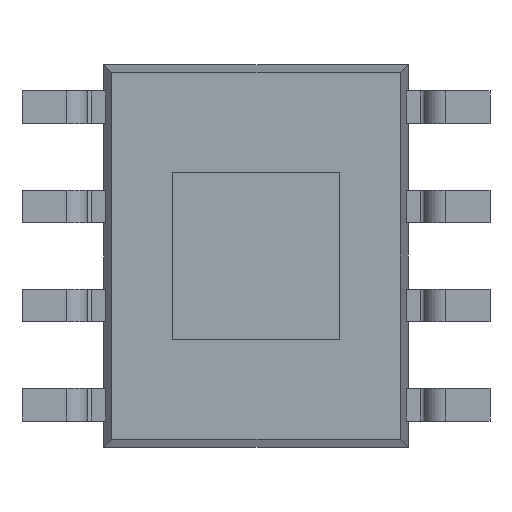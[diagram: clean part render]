
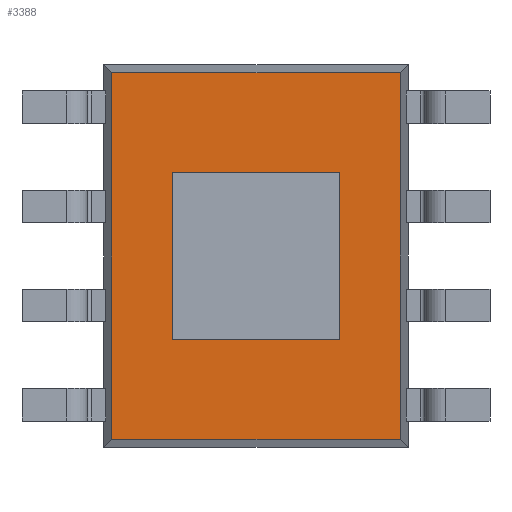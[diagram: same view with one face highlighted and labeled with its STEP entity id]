
A CAD part, front view. The second image highlights one B-rep face of the part: STEP entity #3388.
In plain terms, the highlighted planar face has unit normal (0, -1, 0).
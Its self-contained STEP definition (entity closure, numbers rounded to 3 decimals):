
#150 = DIRECTION ( 'NONE',  ( 0., 0., -1. ) ) ;
#814 = CARTESIAN_POINT ( 'NONE',  ( 0., 0.152, 0. ) ) ;
#949 = ORIENTED_EDGE ( 'NONE', *, *, #1509, .T. ) ;
#1149 = VERTEX_POINT ( 'NONE', #3587 ) ;
#1303 = CARTESIAN_POINT ( 'NONE',  ( 1.847, 0.152, -2.346 ) ) ;
#1319 = LINE ( 'NONE', #1710, #1822 ) ;
#1327 = DIRECTION ( 'NONE',  ( 1., 0., 0. ) ) ;
#1337 = AXIS2_PLACEMENT_3D ( 'NONE', #814, #1459, #150 ) ;
#1391 = DIRECTION ( 'NONE',  ( -1., 0., 0. ) ) ;
#1433 = EDGE_CURVE ( 'NONE', #2430, #4157, #1843, .T. ) ;
#1459 = DIRECTION ( 'NONE',  ( 0., -1., 0. ) ) ;
#1509 = EDGE_CURVE ( 'NONE', #1149, #3819, #2999, .T. ) ;
#1540 = CARTESIAN_POINT ( 'NONE',  ( -1.847, 0.152, -2.346 ) ) ;
#1710 = CARTESIAN_POINT ( 'NONE',  ( -1.847, 0.152, -2.451 ) ) ;
#1730 = VECTOR ( 'NONE', #1391, 1000. ) ;
#1822 = VECTOR ( 'NONE', #2034, 1000. ) ;
#1843 = LINE ( 'NONE', #3281, #3396 ) ;
#2034 = DIRECTION ( 'NONE',  ( 0., 0., -1. ) ) ;
#2349 = CARTESIAN_POINT ( 'NONE',  ( -1.953, 0.152, 2.346 ) ) ;
#2407 = VECTOR ( 'NONE', #2415, 1000. ) ;
#2414 = PLANE ( 'NONE',  #1337 ) ;
#2415 = DIRECTION ( 'NONE',  ( 0., 0., 1. ) ) ;
#2430 = VERTEX_POINT ( 'NONE', #1540 ) ;
#2700 = ORIENTED_EDGE ( 'NONE', *, *, #3873, .T. ) ;
#2785 = EDGE_LOOP ( 'NONE', ( #3729, #3202, #2700, #949 ) ) ;
#2999 = LINE ( 'NONE', #2349, #1730 ) ;
#3202 = ORIENTED_EDGE ( 'NONE', *, *, #1433, .T. ) ;
#3281 = CARTESIAN_POINT ( 'NONE',  ( 1.952, 0.152, -2.346 ) ) ;
#3345 = EDGE_CURVE ( 'NONE', #3819, #2430, #1319, .T. ) ;
#3388 = ADVANCED_FACE ( 'NONE', ( #3930 ), #2414, .T. ) ;
#3396 = VECTOR ( 'NONE', #1327, 1000. ) ;
#3587 = CARTESIAN_POINT ( 'NONE',  ( 1.847, 0.152, 2.346 ) ) ;
#3686 = LINE ( 'NONE', #4011, #2407 ) ;
#3729 = ORIENTED_EDGE ( 'NONE', *, *, #3345, .T. ) ;
#3819 = VERTEX_POINT ( 'NONE', #4020 ) ;
#3873 = EDGE_CURVE ( 'NONE', #4157, #1149, #3686, .T. ) ;
#3930 = FACE_OUTER_BOUND ( 'NONE', #2785, .T. ) ;
#4011 = CARTESIAN_POINT ( 'NONE',  ( 1.847, 0.152, 2.451 ) ) ;
#4020 = CARTESIAN_POINT ( 'NONE',  ( -1.847, 0.152, 2.346 ) ) ;
#4157 = VERTEX_POINT ( 'NONE', #1303 ) ;
